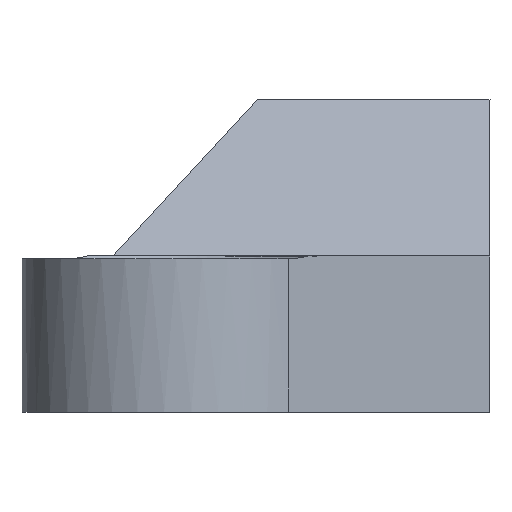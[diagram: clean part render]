
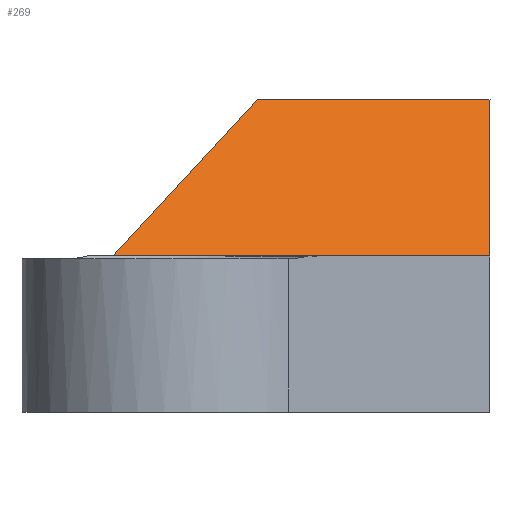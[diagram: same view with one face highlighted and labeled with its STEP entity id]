
A CAD part, left-side view. The second image highlights one B-rep face of the part: STEP entity #269.
In plain terms, the highlighted planar face has unit normal (-0.734, 0, 0.679).
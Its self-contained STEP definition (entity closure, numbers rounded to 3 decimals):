
#49 = VERTEX_POINT('',#50);
#50 = CARTESIAN_POINT('',(-9.,34.243,162.));
#56 = EDGE_CURVE('',#49,#57,#59,.T.);
#57 = VERTEX_POINT('',#58);
#58 = CARTESIAN_POINT('',(-6.225,31.468,165.));
#59 = LINE('',#60,#61);
#60 = CARTESIAN_POINT('',(-10.066,35.309,
    160.847));
#61 = VECTOR('',#62,1.);
#62 = DIRECTION('',(0.562,-0.562,0.607));
#216 = EDGE_CURVE('',#217,#57,#219,.T.);
#217 = VERTEX_POINT('',#218);
#218 = CARTESIAN_POINT('',(-6.225,27.,165.));
#219 = LINE('',#220,#221);
#220 = CARTESIAN_POINT('',(-6.225,33.345,165.));
#221 = VECTOR('',#222,1.);
#222 = DIRECTION('',(0.,1.,0.));
#269 = ADVANCED_FACE('',(#270),#304,.T.);
#270 = FACE_BOUND('',#271,.T.);
#271 = EDGE_LOOP('',(#272,#273,#281,#289,#297,#303));
#272 = ORIENTED_EDGE('',*,*,#56,.F.);
#273 = ORIENTED_EDGE('',*,*,#274,.T.);
#274 = EDGE_CURVE('',#49,#275,#277,.T.);
#275 = VERTEX_POINT('',#276);
#276 = CARTESIAN_POINT('',(-9.,33.55,162.));
#277 = LINE('',#278,#279);
#278 = CARTESIAN_POINT('',(-9.,36.,162.));
#279 = VECTOR('',#280,1.);
#280 = DIRECTION('',(0.,-1.,0.));
#281 = ORIENTED_EDGE('',*,*,#282,.T.);
#282 = EDGE_CURVE('',#275,#283,#285,.T.);
#283 = VERTEX_POINT('',#284);
#284 = CARTESIAN_POINT('',(-9.,32.45,162.));
#285 = LINE('',#286,#287);
#286 = CARTESIAN_POINT('',(-9.,36.,162.));
#287 = VECTOR('',#288,1.);
#288 = DIRECTION('',(0.,-1.,0.));
#289 = ORIENTED_EDGE('',*,*,#290,.T.);
#290 = EDGE_CURVE('',#283,#291,#293,.T.);
#291 = VERTEX_POINT('',#292);
#292 = CARTESIAN_POINT('',(-9.,27.,162.));
#293 = LINE('',#294,#295);
#294 = CARTESIAN_POINT('',(-9.,36.,162.));
#295 = VECTOR('',#296,1.);
#296 = DIRECTION('',(0.,-1.,0.));
#297 = ORIENTED_EDGE('',*,*,#298,.F.);
#298 = EDGE_CURVE('',#217,#291,#299,.T.);
#299 = LINE('',#300,#301);
#300 = CARTESIAN_POINT('',(-6.925,27.,
    164.243));
#301 = VECTOR('',#302,1.);
#302 = DIRECTION('',(-0.679,0.,-0.734));
#303 = ORIENTED_EDGE('',*,*,#216,.T.);
#304 = PLANE('',#305);
#305 = AXIS2_PLACEMENT_3D('',#306,#307,#308);
#306 = CARTESIAN_POINT('',(-9.,36.,162.));
#307 = DIRECTION('',(-0.734,0.,0.679));
#308 = DIRECTION('',(0.679,0.,0.734));
